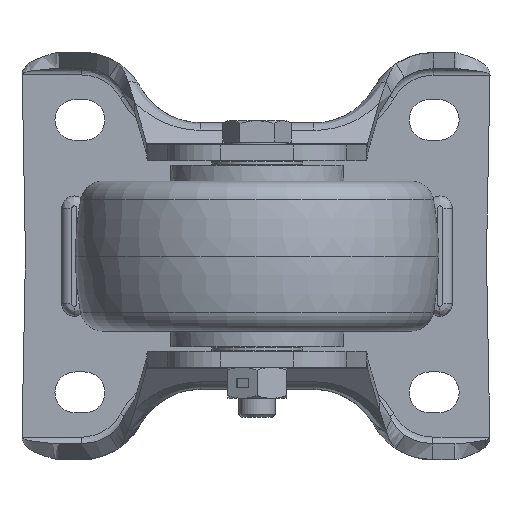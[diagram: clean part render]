
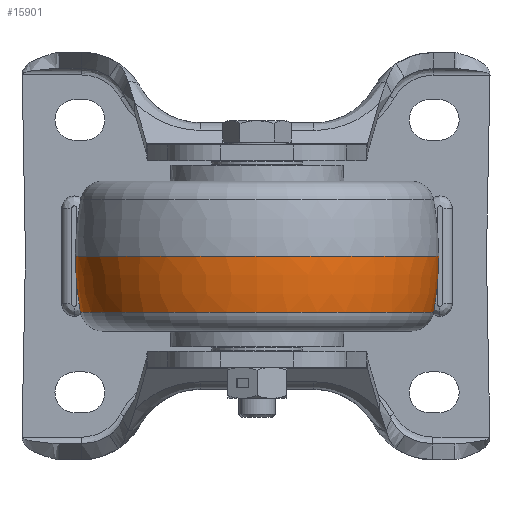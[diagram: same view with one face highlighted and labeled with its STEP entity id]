
A CAD part, front view. The second image highlights one B-rep face of the part: STEP entity #15901.
In plain terms, the highlighted toroidal (fillet/blend) face has major radius 34.996 mm and minor radius 75 mm.
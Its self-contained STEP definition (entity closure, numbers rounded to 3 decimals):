
#728 = DIRECTION ( 'NONE',  ( -1., 0., 0. ) ) ;
#739 = CIRCLE ( 'NONE', #11275, 75. ) ;
#2934 = EDGE_LOOP ( 'NONE', ( #5540, #10402, #14580, #7388 ) ) ;
#3991 = FACE_OUTER_BOUND ( 'NONE', #2934, .T. ) ;
#4142 = CIRCLE ( 'NONE', #20534, 38.846 ) ;
#4197 = DIRECTION ( 'NONE',  ( 0., 0., -1. ) ) ;
#5265 = AXIS2_PLACEMENT_3D ( 'NONE', #22200, #22302, #6380 ) ;
#5306 = CARTESIAN_POINT ( 'NONE',  ( 40., -68., 0. ) ) ;
#5540 = ORIENTED_EDGE ( 'NONE', *, *, #25907, .F. ) ;
#6380 = DIRECTION ( 'NONE',  ( -1., 0., 0. ) ) ;
#7388 = ORIENTED_EDGE ( 'NONE', *, *, #11523, .F. ) ;
#8652 = CARTESIAN_POINT ( 'NONE',  ( 38.846, -68., -12.371 ) ) ;
#9761 = VERTEX_POINT ( 'NONE', #10082 ) ;
#10082 = CARTESIAN_POINT ( 'NONE',  ( -40., -68., 0. ) ) ;
#10402 = ORIENTED_EDGE ( 'NONE', *, *, #21352, .T. ) ;
#10497 = CARTESIAN_POINT ( 'NONE',  ( 0., -68., 0. ) ) ;
#11275 = AXIS2_PLACEMENT_3D ( 'NONE', #32578, #16804, #728 ) ;
#11523 = EDGE_CURVE ( 'NONE', #15244, #25252, #4142, .T. ) ;
#12204 = CIRCLE ( 'NONE', #29125, 40. ) ;
#13188 = DIRECTION ( 'NONE',  ( -1., 0., 0. ) ) ;
#13484 = DIRECTION ( 'NONE',  ( 0., -1., 0. ) ) ;
#14580 = ORIENTED_EDGE ( 'NONE', *, *, #24628, .T. ) ;
#15244 = VERTEX_POINT ( 'NONE', #8652 ) ;
#15733 = TOROIDAL_SURFACE ( 'NONE', #5265, -34.996, 75. ) ;
#15901 = ADVANCED_FACE ( 'NONE', ( #3991 ), #15733, .T. ) ;
#16804 = DIRECTION ( 'NONE',  ( 0., 1., 0. ) ) ;
#18690 = CARTESIAN_POINT ( 'NONE',  ( -38.846, -68., -12.371 ) ) ;
#19971 = AXIS2_PLACEMENT_3D ( 'NONE', #29243, #13484, #31951 ) ;
#20199 = CARTESIAN_POINT ( 'NONE',  ( 0., -68., -12.371 ) ) ;
#20534 = AXIS2_PLACEMENT_3D ( 'NONE', #20199, #4197, #22795 ) ;
#21352 = EDGE_CURVE ( 'NONE', #21896, #9761, #12204, .T. ) ;
#21896 = VERTEX_POINT ( 'NONE', #5306 ) ;
#22200 = CARTESIAN_POINT ( 'NONE',  ( 0., -68., 0.757 ) ) ;
#22302 = DIRECTION ( 'NONE',  ( 0., 0., -1. ) ) ;
#22795 = DIRECTION ( 'NONE',  ( -1., 0., 0. ) ) ;
#24628 = EDGE_CURVE ( 'NONE', #9761, #25252, #30051, .T. ) ;
#25252 = VERTEX_POINT ( 'NONE', #18690 ) ;
#25907 = EDGE_CURVE ( 'NONE', #21896, #15244, #739, .T. ) ;
#28938 = DIRECTION ( 'NONE',  ( 0., 0., -1. ) ) ;
#29125 = AXIS2_PLACEMENT_3D ( 'NONE', #10497, #28938, #13188 ) ;
#29243 = CARTESIAN_POINT ( 'NONE',  ( 34.996, -68., 0.757 ) ) ;
#30051 = CIRCLE ( 'NONE', #19971, 75. ) ;
#31951 = DIRECTION ( 'NONE',  ( 0., 0., -1. ) ) ;
#32578 = CARTESIAN_POINT ( 'NONE',  ( -34.996, -68., 0.757 ) ) ;
